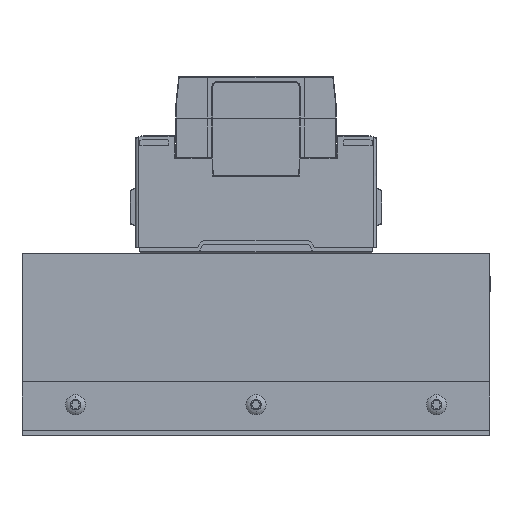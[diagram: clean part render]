
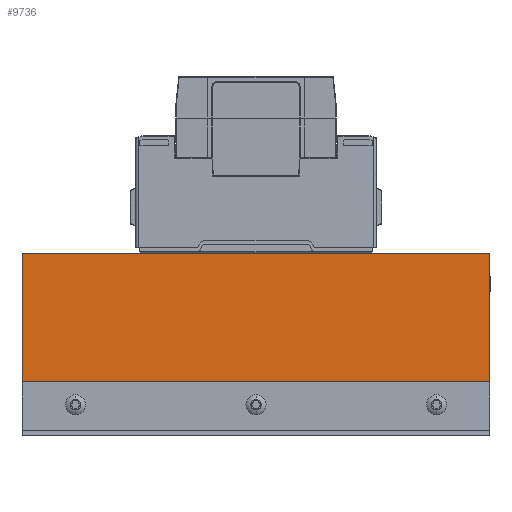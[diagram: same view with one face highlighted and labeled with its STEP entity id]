
A CAD part, left-side view. The second image highlights one B-rep face of the part: STEP entity #9736.
In plain terms, the highlighted free-form (B-spline) face has degree [1, 1] with [2, 2] control points.
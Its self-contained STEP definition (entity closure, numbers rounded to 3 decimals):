
#4988=CARTESIAN_POINT('',(-56.1,-87.5,68.2));
#4989=VERTEX_POINT('',#4988);
#4990=CARTESIAN_POINT('',(-56.1,87.5,68.2));
#4991=VERTEX_POINT('',#4990);
#4992=CARTESIAN_POINT('',(-56.1,-87.5,68.2));
#4993=DIRECTION('',(0.0,1.0,0.0));
#4994=VECTOR('',#4993,175.);
#4995=LINE('',#4992,#4994);
#4996=EDGE_CURVE('',#4989,#4991,#4995,.T.);
#9273=CARTESIAN_POINT('',(-56.1,-87.5,20.));
#9274=VERTEX_POINT('',#9273);
#9281=CARTESIAN_POINT('',(-56.1,87.5,20.));
#9282=VERTEX_POINT('',#9281);
#9283=CARTESIAN_POINT('',(-56.1,87.5,20.));
#9284=DIRECTION('',(0.0,-1.0,0.0));
#9285=VECTOR('',#9284,175.0);
#9286=LINE('',#9283,#9285);
#9287=EDGE_CURVE('',#9282,#9274,#9286,.T.);
#9715=CARTESIAN_POINT('',(-56.1,-87.5,68.2));
#9716=CARTESIAN_POINT('',(-56.1,87.5,68.2));
#9717=CARTESIAN_POINT('',(-56.1,-87.5,20.));
#9718=CARTESIAN_POINT('',(-56.1,87.5,20.));
#9719=B_SPLINE_SURFACE_WITH_KNOTS('',1,1,((#9715,#9717),(#9716,#9718)),.UNSPECIFIED.,.F.,.F.,.U.,(2,2),(2,2),(0.0,175.),(0.0,48.2),.UNSPECIFIED.);
#9720=ORIENTED_EDGE('',*,*,#9287,.T.);
#9721=CARTESIAN_POINT('',(-56.1,-87.5,20.));
#9722=DIRECTION('',(0.0,0.0,1.0));
#9723=VECTOR('',#9722,48.2);
#9724=LINE('',#9721,#9723);
#9725=EDGE_CURVE('',#4989,#9274,#9724,.F.);
#9726=ORIENTED_EDGE('',*,*,#9725,.F.);
#9727=ORIENTED_EDGE('',*,*,#4996,.T.);
#9728=CARTESIAN_POINT('',(-56.1,87.5,20.));
#9729=DIRECTION('',(0.0,0.0,1.0));
#9730=VECTOR('',#9729,48.2);
#9731=LINE('',#9728,#9730);
#9732=EDGE_CURVE('',#4991,#9282,#9731,.F.);
#9733=ORIENTED_EDGE('',*,*,#9732,.T.);
#9734=EDGE_LOOP('',(#9720,#9726,#9727,#9733));
#9735=FACE_OUTER_BOUND('',#9734,.T.);
#9736=ADVANCED_FACE('',(#9735),#9719,.T.);
